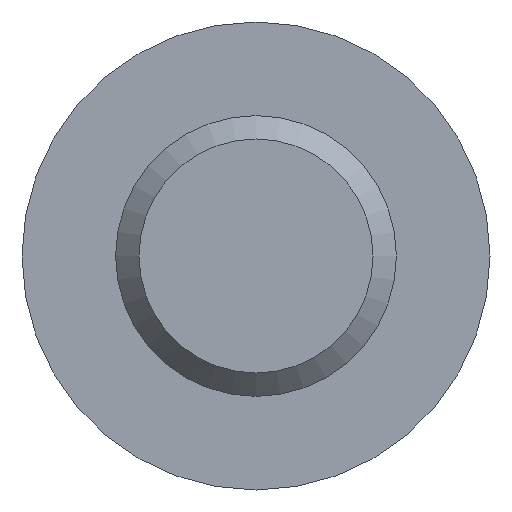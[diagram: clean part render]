
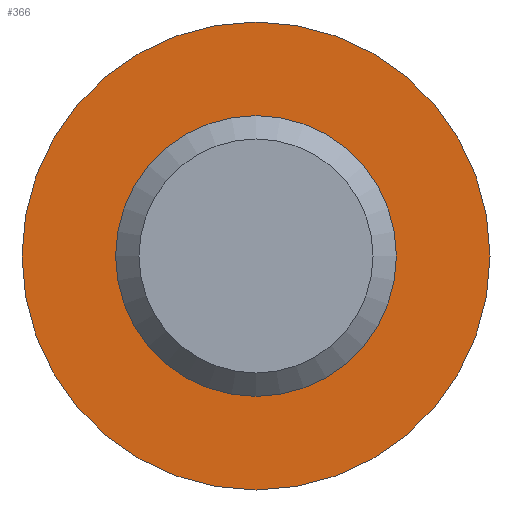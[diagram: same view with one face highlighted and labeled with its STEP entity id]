
A CAD part, front view. The second image highlights one B-rep face of the part: STEP entity #366.
In plain terms, the highlighted planar face has unit normal (0, -1, 0).
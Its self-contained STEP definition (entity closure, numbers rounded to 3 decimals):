
#20 = DIRECTION ( 'NONE',  ( 0., 1., 0. ) ) ;
#27 = ORIENTED_EDGE ( 'NONE', *, *, #122, .F. ) ;
#59 = AXIS2_PLACEMENT_3D ( 'NONE', #453, #195, #240 ) ;
#65 = DIRECTION ( 'NONE',  ( 0., 0., -1. ) ) ;
#67 = FACE_OUTER_BOUND ( 'NONE', #411, .T. ) ;
#90 = CIRCLE ( 'NONE', #59, 5. ) ;
#122 = EDGE_CURVE ( 'NONE', #456, #456, #357, .T. ) ;
#195 = DIRECTION ( 'NONE',  ( 0., -1., 0. ) ) ;
#234 = EDGE_CURVE ( 'NONE', #244, #244, #90, .T. ) ;
#240 = DIRECTION ( 'NONE',  ( 0., 0., -1. ) ) ;
#244 = VERTEX_POINT ( 'NONE', #407 ) ;
#265 = CARTESIAN_POINT ( 'NONE',  ( -3., 35., 0. ) ) ;
#287 = AXIS2_PLACEMENT_3D ( 'NONE', #439, #318, #65 ) ;
#318 = DIRECTION ( 'NONE',  ( 0., -1., 0. ) ) ;
#320 = CARTESIAN_POINT ( 'NONE',  ( 0., 35., -3. ) ) ;
#339 = EDGE_LOOP ( 'NONE', ( #27 ) ) ;
#347 = FACE_BOUND ( 'NONE', #339, .T. ) ;
#353 = DIRECTION ( 'NONE',  ( 0., 0., 1. ) ) ;
#357 = CIRCLE ( 'NONE', #287, 3. ) ;
#366 = ADVANCED_FACE ( 'NONE', ( #347, #67 ), #389, .F. ) ;
#389 = PLANE ( 'NONE',  #501 ) ;
#407 = CARTESIAN_POINT ( 'NONE',  ( 0., 35., -5. ) ) ;
#411 = EDGE_LOOP ( 'NONE', ( #523 ) ) ;
#439 = CARTESIAN_POINT ( 'NONE',  ( 0., 35., 0. ) ) ;
#453 = CARTESIAN_POINT ( 'NONE',  ( 0., 35., 0. ) ) ;
#456 = VERTEX_POINT ( 'NONE', #320 ) ;
#501 = AXIS2_PLACEMENT_3D ( 'NONE', #265, #20, #353 ) ;
#523 = ORIENTED_EDGE ( 'NONE', *, *, #234, .T. ) ;
